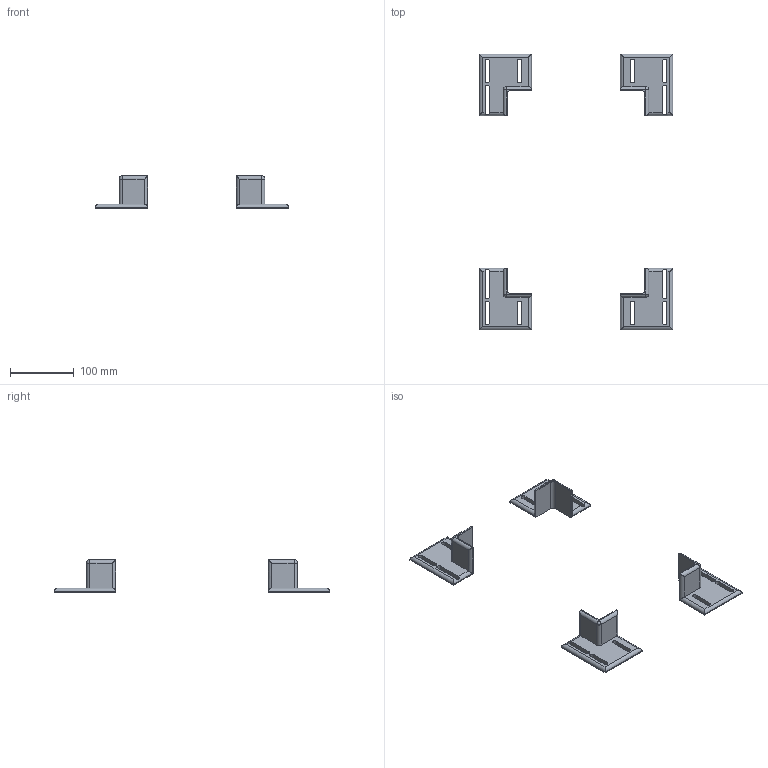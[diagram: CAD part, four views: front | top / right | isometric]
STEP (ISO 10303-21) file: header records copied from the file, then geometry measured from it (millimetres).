
FILE_DESCRIPTION (( 'STEP AP214' ), '1' );
FILE_NAME ('Cage Position Adjustment Brackets.STEP', '2025-05-08T15:42:16', ( '' ), ( '' ), 'SwSTEP 2.0', 'SolidWorks 2023', '' );
FILE_SCHEMA (( 'AUTOMOTIVE_DESIGN' ));
Length unit declared in the file: metre
Products named in the file (1): Cage Position Adjustment Brackets
Bounding box: 304.2 x 433 x 50.8 mm (x, y, z)
Volume: 228590.8 mm3; surface area: 88309 mm2
Topology: 4 solids, 4 shells, 136 faces, 360 edges, 224 vertices
Faces by surface type: plane 68, cylinder 64, sphere 4
Entity records: 4346 total; most frequent: CARTESIAN_POINT 941, ORIENTED_EDGE 712, DIRECTION 674, EDGE_CURVE 356, LINE 248, VECTOR 248, VERTEX_POINT 224, AXIS2_PLACEMENT_3D 213
